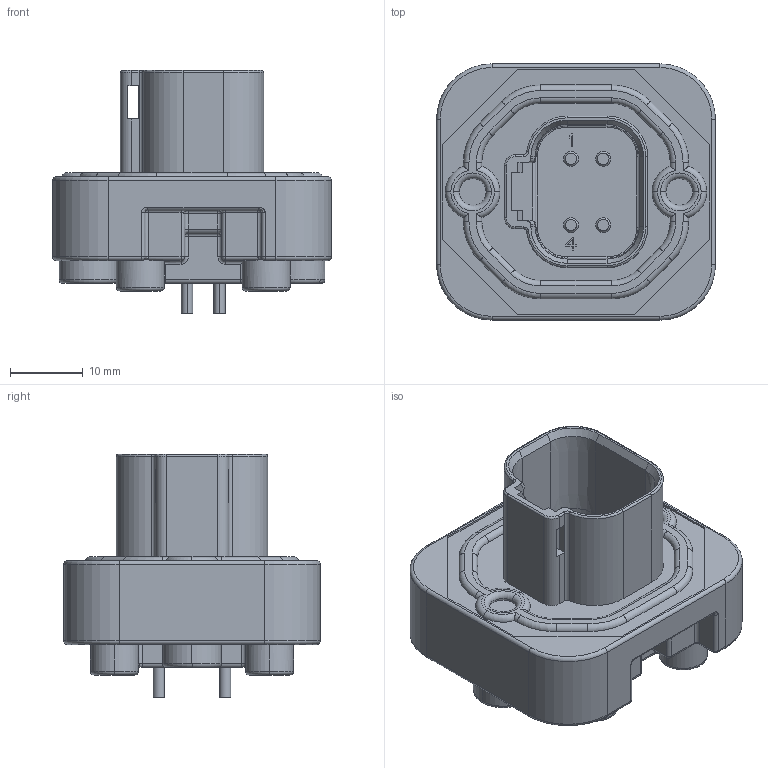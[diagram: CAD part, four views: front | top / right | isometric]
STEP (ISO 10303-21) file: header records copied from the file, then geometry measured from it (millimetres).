
FILE_DESCRIPTION(('STEP AP242'),'1');
FILE_NAME('dt15-4p.stp','2020-11-04T13:19:14',('TraceParts'),('TraceParts S.A.'),'Spatial InterOp 3D',' ',' ');
FILE_SCHEMA(('AP242_MANAGED_MODEL_BASED_3D_ENGINEERING_MIM_LF {1 0 10303 442 1 1 4}'));
Length unit declared in the file: millimetre
Products named in the file (1): dt15-4p
Bounding box: 38.35 x 35.26 x 33.45 mm (x, y, z)
Volume: 16251.3 mm3; surface area: 7346.4 mm2
Topology: 1 solids, 1 shells, 379 faces, 948 edges, 594 vertices
Faces by surface type: cylinder 145, plane 123, torus 81, cone 16, sphere 8, bspline 6
Entity records: 14381 total; most frequent: CARTESIAN_POINT 5040, DIRECTION 2099, ORIENTED_EDGE 1896, EDGE_CURVE 948, AXIS2_PLACEMENT_3D 826, VERTEX_POINT 594, CIRCLE 452, LINE 447
